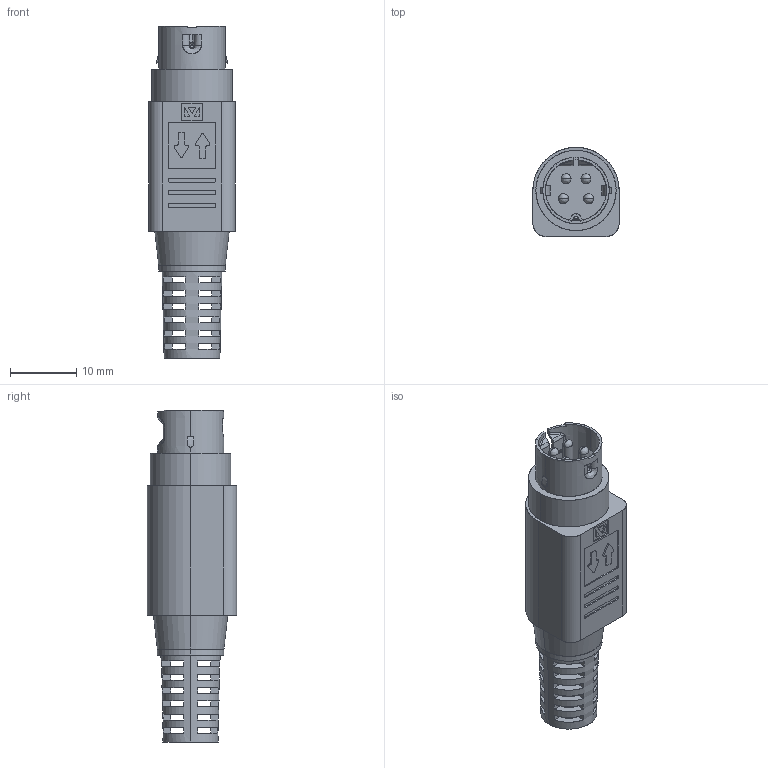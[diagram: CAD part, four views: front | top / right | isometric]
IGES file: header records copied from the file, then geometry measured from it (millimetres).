
Start section: SolidWorks IGES file using analytic representation for surfaces
Global section: file name: KPPX-4P_rA6.IGS; native system: SolidWorks 2006 by SolidWorks Corporation; preprocessor: SolidWorks 2006 by SolidWorks Corporation; author: Ckelleher; date: 110310.105803; units: millimetre
Bounding box: 13 x 13.42 x 50 mm (x, y, z)
Surface area: 3542.9 mm2 (no closed solid volume)
Topology: 0 solids, 0 shells, 354 faces, 3713 edges, 3701 vertices
Faces by surface type: bspline 233, revolution 121
